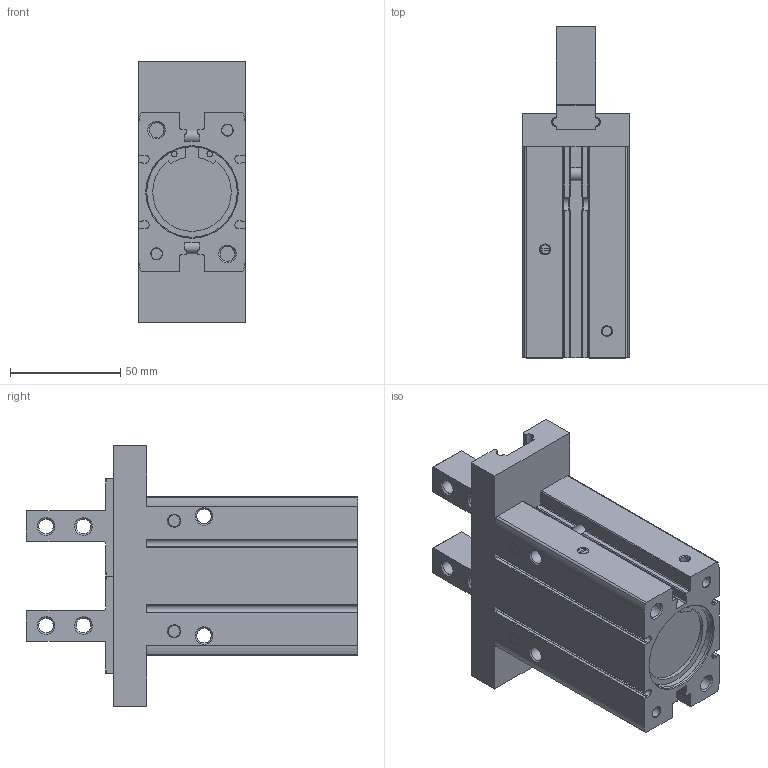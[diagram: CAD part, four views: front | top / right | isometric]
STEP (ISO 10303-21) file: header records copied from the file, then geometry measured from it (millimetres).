
FILE_DESCRIPTION(/* description */ ('STEP AP214'),/* implementation_level */ '2;1');
FILE_NAME(/* name */ '8116904_DHPC-40-A-NC-S-1',/* time_stamp */ '2024-08-19T18:51:16+02:00',/* author */ ('License CC BY-ND 4.0'),/* organization */ ('CADENAS'),/* preprocessor_version */ 'ST-DEVELOPER v19.3',/* originating_system */ 'PARTsolutions',/* authorisation */ ' ');
FILE_SCHEMA (('AUTOMOTIVE_DESIGN {1 0 10303 214 3 1 1}'));
Length unit declared in the file: millimetre
Products named in the file (4): 8116904 DHPC-40-A-NC-S-1---(1high); 8116734 DHPC-40-A-NC-S-1---(highG); 8117200 DHPC-40-A-1---(high); 340115 M5-ADVU
Assembly tree (4 placements, depth 2):
  8116904 DHPC-40-A-NC-S-1---(1high)
    8116734 DHPC-40-A-NC-S-1---(highG)
    8117200 DHPC-40-A-1---(high)  x2
    340115 M5-ADVU
Bounding box: 48 x 150.15 x 118 mm (x, y, z)
Volume: 390248.3 mm3; surface area: 67138.5 mm2
Topology: 4 solids, 4 shells, 468 faces, 1225 edges, 798 vertices
Faces by surface type: plane 239, cylinder 194, cone 30, torus 5
Full cylindrical faces by diameter (mm): 2.5 x3, 3.95 x1, 4.134 x2, 5 x7, 6 x4, 6.647 x12, 8.5 x4, 10 x4, 41 x1
Entity records: 12047 total; most frequent: CARTESIAN_POINT 2216, DIRECTION 2064, ORIENTED_EDGE 1930, EDGE_CURVE 965, AXIS2_PLACEMENT_3D 751, VERTEX_POINT 671, LINE 562, VECTOR 562
